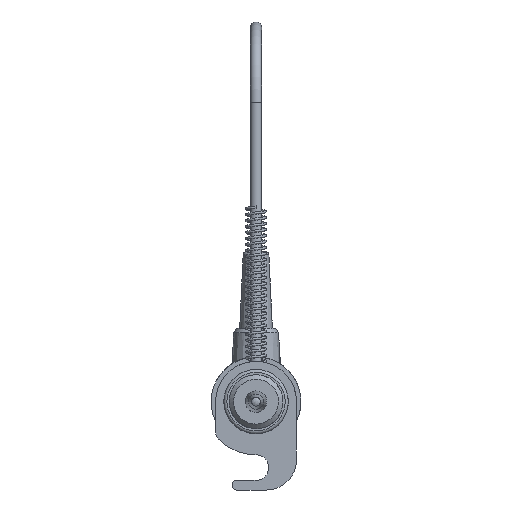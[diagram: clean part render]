
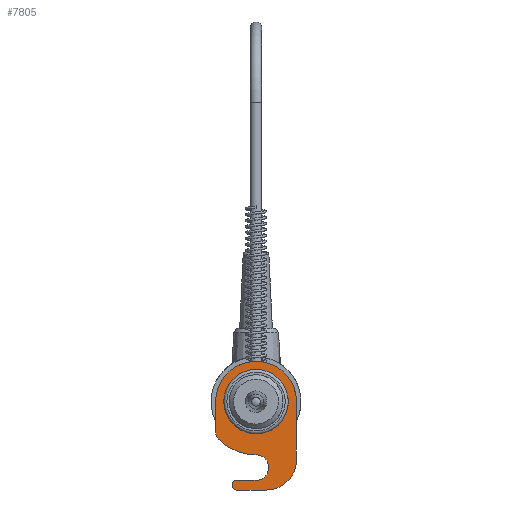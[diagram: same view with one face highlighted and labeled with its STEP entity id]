
A CAD part, left-side view. The second image highlights one B-rep face of the part: STEP entity #7805.
In plain terms, the highlighted planar face has unit normal (-1, 0, 0).
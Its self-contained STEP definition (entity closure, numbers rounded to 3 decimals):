
#696=LINE('',#13185,#1339);
#707=LINE('',#13604,#1350);
#711=LINE('',#13616,#1354);
#714=LINE('',#13623,#1357);
#715=LINE('',#13625,#1358);
#1339=VECTOR('',#10666,10.);
#1350=VECTOR('',#10739,10.);
#1354=VECTOR('',#10753,10.);
#1357=VECTOR('',#10762,10.);
#1358=VECTOR('',#10765,10.);
#1682=PLANE('',#8596);
#1759=FACE_BOUND('',#2644,.T.);
#2168=FACE_OUTER_BOUND('',#2643,.T.);
#2643=EDGE_LOOP('',(#6880,#6881,#6882,#6883,#6884,#6885,#6886,#6887,#6888,
#6889,#6890,#6891));
#2644=EDGE_LOOP('',(#6892));
#3025=CIRCLE('',#8545,3.);
#3041=CIRCLE('',#8572,10.75);
#3043=CIRCLE('',#8581,17.75);
#3044=CIRCLE('',#8583,4.25);
#3045=CIRCLE('',#8585,10.);
#3046=CIRCLE('',#8588,13.5);
#3047=CIRCLE('',#8590,1.5);
#3048=CIRCLE('',#8593,1.5);
#3719=VERTEX_POINT('',#13148);
#3720=VERTEX_POINT('',#13150);
#3735=VERTEX_POINT('',#13184);
#3755=VERTEX_POINT('',#13509);
#3758=VERTEX_POINT('',#13589);
#3759=VERTEX_POINT('',#13593);
#3760=VERTEX_POINT('',#13597);
#3761=VERTEX_POINT('',#13598);
#3762=VERTEX_POINT('',#13603);
#3763=VERTEX_POINT('',#13609);
#3764=VERTEX_POINT('',#13610);
#3765=VERTEX_POINT('',#13615);
#3766=VERTEX_POINT('',#13619);
#4751=EDGE_CURVE('',#3719,#3720,#3025,.T.);
#4768=EDGE_CURVE('',#3735,#3720,#696,.T.);
#4794=EDGE_CURVE('',#3755,#3755,#3041,.T.);
#4799=EDGE_CURVE('',#3719,#3758,#3043,.T.);
#4800=EDGE_CURVE('',#3758,#3759,#3044,.T.);
#4802=EDGE_CURVE('',#3760,#3761,#3045,.T.);
#4805=EDGE_CURVE('',#3761,#3762,#707,.T.);
#4807=EDGE_CURVE('',#3762,#3735,#3046,.T.);
#4808=EDGE_CURVE('',#3763,#3764,#3047,.T.);
#4811=EDGE_CURVE('',#3764,#3765,#711,.T.);
#4813=EDGE_CURVE('',#3765,#3766,#3048,.T.);
#4815=EDGE_CURVE('',#3766,#3760,#714,.T.);
#4816=EDGE_CURVE('',#3759,#3763,#715,.T.);
#6880=ORIENTED_EDGE('',*,*,#4751,.F.);
#6881=ORIENTED_EDGE('',*,*,#4799,.T.);
#6882=ORIENTED_EDGE('',*,*,#4800,.T.);
#6883=ORIENTED_EDGE('',*,*,#4816,.T.);
#6884=ORIENTED_EDGE('',*,*,#4808,.T.);
#6885=ORIENTED_EDGE('',*,*,#4811,.T.);
#6886=ORIENTED_EDGE('',*,*,#4813,.T.);
#6887=ORIENTED_EDGE('',*,*,#4815,.T.);
#6888=ORIENTED_EDGE('',*,*,#4802,.T.);
#6889=ORIENTED_EDGE('',*,*,#4805,.T.);
#6890=ORIENTED_EDGE('',*,*,#4807,.T.);
#6891=ORIENTED_EDGE('',*,*,#4768,.T.);
#6892=ORIENTED_EDGE('',*,*,#4794,.T.);
#7805=ADVANCED_FACE('',(#2168,#1759),#1682,.T.);
#8545=AXIS2_PLACEMENT_3D('',#13151,#10636,#10637);
#8572=AXIS2_PLACEMENT_3D('',#13510,#10705,#10706);
#8581=AXIS2_PLACEMENT_3D('',#13591,#10724,#10725);
#8583=AXIS2_PLACEMENT_3D('',#13594,#10728,#10729);
#8585=AXIS2_PLACEMENT_3D('',#13599,#10733,#10734);
#8588=AXIS2_PLACEMENT_3D('',#13607,#10743,#10744);
#8590=AXIS2_PLACEMENT_3D('',#13611,#10747,#10748);
#8593=AXIS2_PLACEMENT_3D('',#13620,#10757,#10758);
#8596=AXIS2_PLACEMENT_3D('',#13626,#10766,#10767);
#10636=DIRECTION('center_axis',(1.,0.,0.));
#10637=DIRECTION('ref_axis',(0.,0.925,-0.38));
#10666=DIRECTION('',(0.,0.,-1.));
#10705=DIRECTION('center_axis',(1.,0.,0.));
#10706=DIRECTION('ref_axis',(0.,-1.,0.));
#10724=DIRECTION('center_axis',(-1.,0.,0.));
#10725=DIRECTION('ref_axis',(0.,0.761,-0.649));
#10728=DIRECTION('center_axis',(1.,0.,0.));
#10729=DIRECTION('ref_axis',(0.,0.,
1.));
#10733=DIRECTION('center_axis',(-1.,0.,0.));
#10734=DIRECTION('ref_axis',(0.,0.,
-1.));
#10739=DIRECTION('',(0.,0.,1.));
#10743=DIRECTION('center_axis',(-1.,0.,0.));
#10744=DIRECTION('ref_axis',(0.,-1.,0.));
#10747=DIRECTION('center_axis',(-1.,0.,0.));
#10748=DIRECTION('ref_axis',(0.,0.,
1.));
#10753=DIRECTION('',(0.,0.,-1.));
#10757=DIRECTION('center_axis',(-1.,0.,0.));
#10758=DIRECTION('ref_axis',(0.,1.,0.));
#10762=DIRECTION('',(0.,-1.,0.));
#10765=DIRECTION('',(0.,1.,0.));
#10766=DIRECTION('center_axis',(-1.,0.,0.));
#10767=DIRECTION('ref_axis',(0.,-1.,0.));
#13148=CARTESIAN_POINT('',(0.,12.636,-12.42));
#13150=CARTESIAN_POINT('',(0.,13.5,-10.313));
#13151=CARTESIAN_POINT('Origin',(0.,10.5,-10.313));
#13184=CARTESIAN_POINT('',(0.,13.5,0.046));
#13185=CARTESIAN_POINT('',(0.,13.5,0.046));
#13509=CARTESIAN_POINT('',(0.,10.75,0.046));
#13510=CARTESIAN_POINT('Origin',(0.,0.,
0.046));
#13589=CARTESIAN_POINT('',(0.,0.,-17.704));
#13591=CARTESIAN_POINT('Origin',(0.,0.,
0.046));
#13593=CARTESIAN_POINT('',(0.,0.,-26.204));
#13594=CARTESIAN_POINT('Origin',(0.,0.,
-21.954));
#13597=CARTESIAN_POINT('',(0.,-3.5,-29.454));
#13598=CARTESIAN_POINT('',(0.,-13.5,-19.454));
#13599=CARTESIAN_POINT('Origin',(0.,-3.5,
-19.454));
#13603=CARTESIAN_POINT('',(0.,-13.5,0.046));
#13604=CARTESIAN_POINT('',(0.,-13.5,-19.454));
#13607=CARTESIAN_POINT('Origin',(0.,0.,
0.046));
#13609=CARTESIAN_POINT('',(0.,6.499,-26.204));
#13610=CARTESIAN_POINT('',(0.,7.999,-27.704));
#13611=CARTESIAN_POINT('Origin',(0.,6.499,
-27.704));
#13615=CARTESIAN_POINT('',(0.,7.999,-28.003));
#13616=CARTESIAN_POINT('',(0.,7.999,-27.704));
#13619=CARTESIAN_POINT('',(0.,6.5,-29.454));
#13620=CARTESIAN_POINT('Origin',(0.,6.5,
-27.954));
#13623=CARTESIAN_POINT('',(0.,6.5,-29.454));
#13625=CARTESIAN_POINT('',(0.,0.,-26.204));
#13626=CARTESIAN_POINT('Origin',(0.,2.242,
-28.056));
